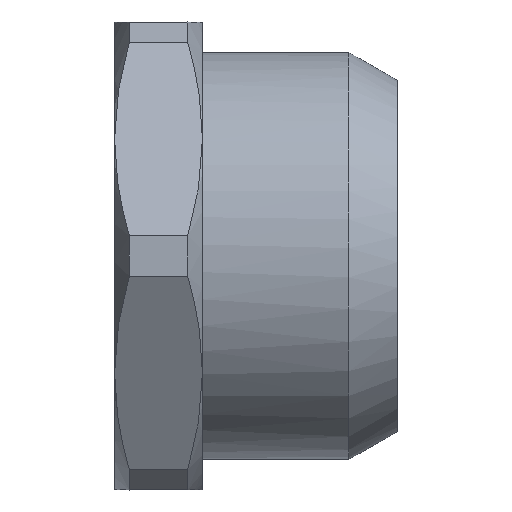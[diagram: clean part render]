
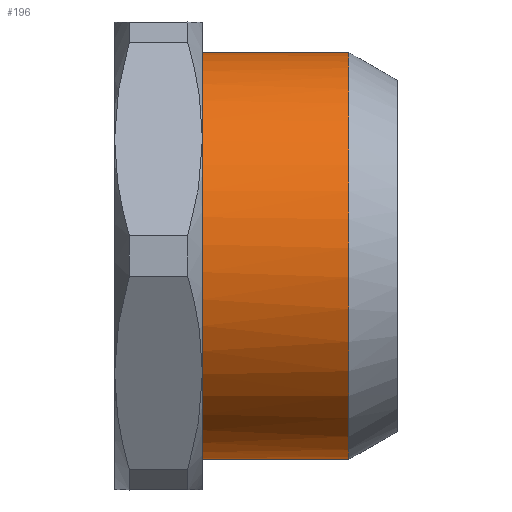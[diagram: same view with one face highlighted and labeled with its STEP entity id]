
A CAD part, left-side view. The second image highlights one B-rep face of the part: STEP entity #196.
In plain terms, the highlighted free-form (B-spline) face has degree [1, 3] with [2, 4] control points.
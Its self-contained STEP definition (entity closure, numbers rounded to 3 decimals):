
#24 = VERTEX_POINT ( 'NONE', #702 ) ;
#32 = CARTESIAN_POINT ( 'NONE',  ( -1.364, 10., 10.368 ) ) ;
#41 = CARTESIAN_POINT ( 'NONE',  ( -3.36, 10., 9.903 ) ) ;
#50 = CARTESIAN_POINT ( 'NONE',  ( -10.435, 10., -0.685 ) ) ;
#58 = CARTESIAN_POINT ( 'NONE',  ( -9.378, 10., 4.626 ) ) ;
#85 = CARTESIAN_POINT ( 'NONE',  ( 0., 2.485, -10.435 ) ) ;
#174 = CARTESIAN_POINT ( 'NONE',  ( -20.87, 2.485, 10.435 ) ) ;
#189 = CARTESIAN_POINT ( 'NONE',  ( -6.894, 10., -7.863 ) ) ;
#190 = ORIENTED_EDGE ( 'NONE', *, *, #1207, .T. ) ;
#196 = ADVANCED_FACE ( 'NONE', ( #1511 ), #434, .F. ) ;
#211 = CARTESIAN_POINT ( 'NONE',  ( 0., 2.485, -10.435 ) ) ;
#259 = EDGE_CURVE ( 'NONE', #1772, #24, #1570, .T. ) ;
#306 = CARTESIAN_POINT ( 'NONE',  ( -1.364, 10., -10.368 ) ) ;
#313 = EDGE_CURVE ( 'NONE', #1031, #1772, #1061, .T. ) ;
#314 = CARTESIAN_POINT ( 'NONE',  ( -8.296, 10., 6.367 ) ) ;
#326 = CARTESIAN_POINT ( 'NONE',  ( -10.368, 10., -1.364 ) ) ;
#342 = CARTESIAN_POINT ( 'NONE',  ( 0., 2.485, 10.435 ) ) ;
#350 = B_SPLINE_CURVE_WITH_KNOTS ( 'NONE', 3,
 ( #470, #1264, #306, #1408, #1545, #453, #1701, #1130, #189, #990, #871, #733, #1276, #863, #1402, #326, #50, #1538, #604, #848, #842, #58, #598, #314, #855, #448, #986, #592, #1393, #41, #1548, #32, #726, #999 ),
 .UNSPECIFIED., .F., .F.,
 ( 4, 2, 2, 2, 2, 2, 2, 2, 2, 2, 2, 2, 2, 2, 2, 2, 4 ),
 ( 0., 0.196, 0.393, 0.589, 0.785, 0.982, 1.178, 1.374, 1.571, 1.767, 1.963, 2.16, 2.356, 2.553, 2.749, 2.945, 3.142 ),
 .UNSPECIFIED. ) ;
#355 = CARTESIAN_POINT ( 'NONE',  ( -20.87, 10., 10.435 ) ) ;
#362 = CARTESIAN_POINT ( 'NONE',  ( -20.87, 2.485, -10.435 ) ) ;
#434 =( BOUNDED_SURFACE ( )  B_SPLINE_SURFACE ( 1, 3, ( 
 ( #1035, #355, #907, #504 ),
 ( #1572, #1042, #362, #211 ) ),
 .UNSPECIFIED., .F., .F., .T. ) 
 B_SPLINE_SURFACE_WITH_KNOTS ( ( 2, 2 ),
 ( 4, 4 ),
 ( 0., 1. ),
 ( 0., 1. ),
 .UNSPECIFIED. ) 
 GEOMETRIC_REPRESENTATION_ITEM ( )  RATIONAL_B_SPLINE_SURFACE ( (
 ( 1., 0.333, 0.333, 1.),
 ( 1., 0.333, 0.333, 1.) ) ) 
 REPRESENTATION_ITEM ( '' )  SURFACE ( )  );
#441 = CARTESIAN_POINT ( 'NONE',  ( -20.87, 2.485, -10.435 ) ) ;
#448 = CARTESIAN_POINT ( 'NONE',  ( -6.894, 10., 7.863 ) ) ;
#453 = CARTESIAN_POINT ( 'NONE',  ( -4.626, 10., -9.378 ) ) ;
#470 = CARTESIAN_POINT ( 'NONE',  ( 0., 10., -10.435 ) ) ;
#504 = CARTESIAN_POINT ( 'NONE',  ( 0., 10., -10.435 ) ) ;
#574 = ORIENTED_EDGE ( 'NONE', *, *, #1504, .F. ) ;
#592 = CARTESIAN_POINT ( 'NONE',  ( -5.228, 10., 9.057 ) ) ;
#598 = CARTESIAN_POINT ( 'NONE',  ( -9.057, 10., 5.228 ) ) ;
#604 = CARTESIAN_POINT ( 'NONE',  ( -10.368, 10., 1.364 ) ) ;
#702 = CARTESIAN_POINT ( 'NONE',  ( 0., 10., 10.435 ) ) ;
#719 = CARTESIAN_POINT ( 'NONE',  ( 0., 2.485, 10.435 ) ) ;
#726 = CARTESIAN_POINT ( 'NONE',  ( -0.685, 10., 10.435 ) ) ;
#733 = CARTESIAN_POINT ( 'NONE',  ( -9.057, 10., -5.228 ) ) ;
#842 = CARTESIAN_POINT ( 'NONE',  ( -9.903, 10., 3.36 ) ) ;
#848 = CARTESIAN_POINT ( 'NONE',  ( -10.101, 10., 2.708 ) ) ;
#855 = CARTESIAN_POINT ( 'NONE',  ( -7.863, 10., 6.894 ) ) ;
#863 = CARTESIAN_POINT ( 'NONE',  ( -9.903, 10., -3.36 ) ) ;
#871 = CARTESIAN_POINT ( 'NONE',  ( -8.296, 10., -6.367 ) ) ;
#907 = CARTESIAN_POINT ( 'NONE',  ( -20.87, 10., -10.435 ) ) ;
#962 = ORIENTED_EDGE ( 'NONE', *, *, #259, .T. ) ;
#986 = CARTESIAN_POINT ( 'NONE',  ( -6.367, 10., 8.296 ) ) ;
#990 = CARTESIAN_POINT ( 'NONE',  ( -7.863, 10., -6.894 ) ) ;
#999 = CARTESIAN_POINT ( 'NONE',  ( 0., 10., 10.435 ) ) ;
#1031 = VERTEX_POINT ( 'NONE', #85 ) ;
#1035 = CARTESIAN_POINT ( 'NONE',  ( 0., 10., 10.435 ) ) ;
#1042 = CARTESIAN_POINT ( 'NONE',  ( -20.87, 2.485, 10.435 ) ) ;
#1046 = CARTESIAN_POINT ( 'NONE',  ( 0., 10., 10.435 ) ) ;
#1061 =( BOUNDED_CURVE ( )  B_SPLINE_CURVE ( 3, ( #1271, #441, #174, #719 ),
 .UNSPECIFIED., .F., .F. ) 
 B_SPLINE_CURVE_WITH_KNOTS ( ( 4, 4 ),
 ( -3.142, 0. ),
 .UNSPECIFIED. ) 
 CURVE ( )  GEOMETRIC_REPRESENTATION_ITEM ( )  RATIONAL_B_SPLINE_CURVE ( ( 1., 0.333, 0.333, 1. ) ) 
 REPRESENTATION_ITEM ( '' )  );
#1062 = CARTESIAN_POINT ( 'NONE',  ( 0., 2.485, -10.435 ) ) ;
#1110 = VERTEX_POINT ( 'NONE', #1469 ) ;
#1119 = CARTESIAN_POINT ( 'NONE',  ( 0., 2.485, 10.435 ) ) ;
#1130 = CARTESIAN_POINT ( 'NONE',  ( -6.367, 10., -8.296 ) ) ;
#1207 = EDGE_CURVE ( 'NONE', #1110, #1031, #1445, .T. ) ;
#1264 = CARTESIAN_POINT ( 'NONE',  ( -0.685, 10., -10.435 ) ) ;
#1271 = CARTESIAN_POINT ( 'NONE',  ( 0., 2.485, -10.435 ) ) ;
#1276 = CARTESIAN_POINT ( 'NONE',  ( -9.378, 10., -4.626 ) ) ;
#1341 = EDGE_LOOP ( 'NONE', ( #574, #190, #1618, #962 ) ) ;
#1393 = CARTESIAN_POINT ( 'NONE',  ( -4.626, 10., 9.378 ) ) ;
#1402 = CARTESIAN_POINT ( 'NONE',  ( -10.101, 10., -2.708 ) ) ;
#1408 = CARTESIAN_POINT ( 'NONE',  ( -2.708, 10., -10.101 ) ) ;
#1445 = B_SPLINE_CURVE_WITH_KNOTS ( 'NONE', 1,
 ( #1575, #1062 ),
 .UNSPECIFIED., .F., .F.,
 ( 2, 2 ),
 ( -1., 0. ),
 .UNSPECIFIED. ) ;
#1469 = CARTESIAN_POINT ( 'NONE',  ( 0., 10., -10.435 ) ) ;
#1504 = EDGE_CURVE ( 'NONE', #1110, #24, #350, .T. ) ;
#1511 = FACE_OUTER_BOUND ( 'NONE', #1341, .T. ) ;
#1538 = CARTESIAN_POINT ( 'NONE',  ( -10.435, 10., 0.685 ) ) ;
#1545 = CARTESIAN_POINT ( 'NONE',  ( -3.36, 10., -9.903 ) ) ;
#1548 = CARTESIAN_POINT ( 'NONE',  ( -2.708, 10., 10.101 ) ) ;
#1570 = B_SPLINE_CURVE_WITH_KNOTS ( 'NONE', 1,
 ( #342, #1046 ),
 .UNSPECIFIED., .F., .F.,
 ( 2, 2 ),
 ( -1., 0. ),
 .UNSPECIFIED. ) ;
#1572 = CARTESIAN_POINT ( 'NONE',  ( 0., 2.485, 10.435 ) ) ;
#1575 = CARTESIAN_POINT ( 'NONE',  ( 0., 10., -10.435 ) ) ;
#1618 = ORIENTED_EDGE ( 'NONE', *, *, #313, .T. ) ;
#1701 = CARTESIAN_POINT ( 'NONE',  ( -5.228, 10., -9.057 ) ) ;
#1772 = VERTEX_POINT ( 'NONE', #1119 ) ;
